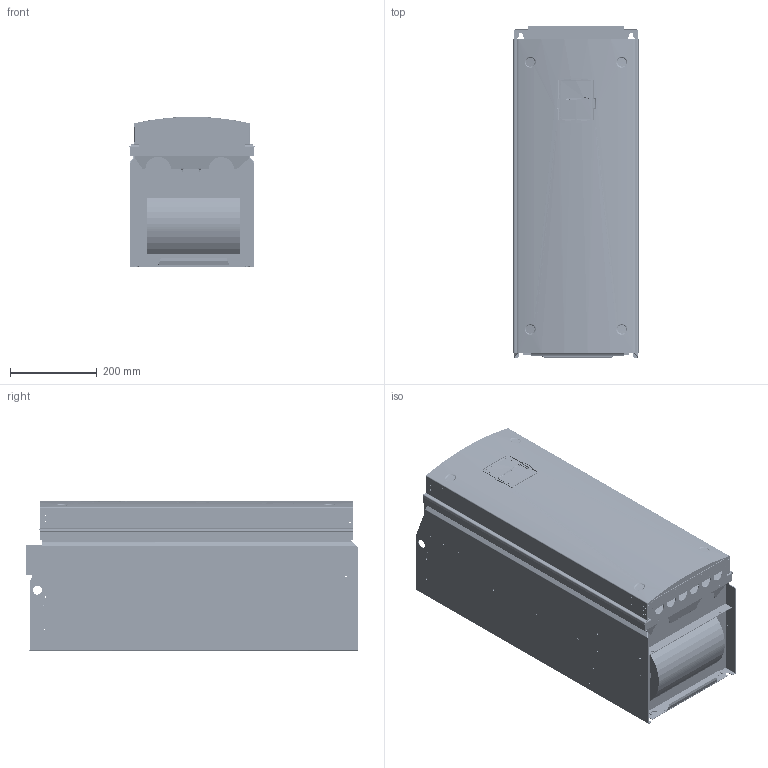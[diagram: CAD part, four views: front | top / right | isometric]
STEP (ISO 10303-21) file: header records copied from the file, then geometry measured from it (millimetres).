
FILE_DESCRIPTION((''),'2;1');
FILE_NAME('FR8_DC_SMALL','2020-11-05T',('U325185'),('Danfoss Power Electronics'),'CREO PARAMETRIC BY PTC INC, 2018070','CREO PARAMETRIC BY PTC INC, 2018070','');
FILE_SCHEMA(('CONFIG_CONTROL_DESIGN','GEOMETRIC_VALIDATION_PROPERTIES_MIM'));
Length unit declared in the file: millimetre
Products named in the file (1): FR8_DC_SMALL
Bounding box: 288.9 x 764.07 x 346.04 mm (x, y, z)
Volume: 133376 mm3; surface area: 2740714.4 mm2
Topology: 1 solids, 7 shells, 3515 faces, 11665 edges, 7929 vertices
Faces by surface type: cylinder 2236, plane 1034, torus 79, bspline 64, cone 42, sphere 40, extrusion 20
Entity records: 177828 total; most frequent: CARTESIAN_POINT 35356, ORIENTED_EDGE 23257, DIRECTION 21342, PRESENTATION_STYLE_ASSIGNMENT 11695, STYLED_ITEM 11647, CURVE_STYLE 11640, EDGE_CURVE 11638, AXIS2_PLACEMENT_3D 8151
